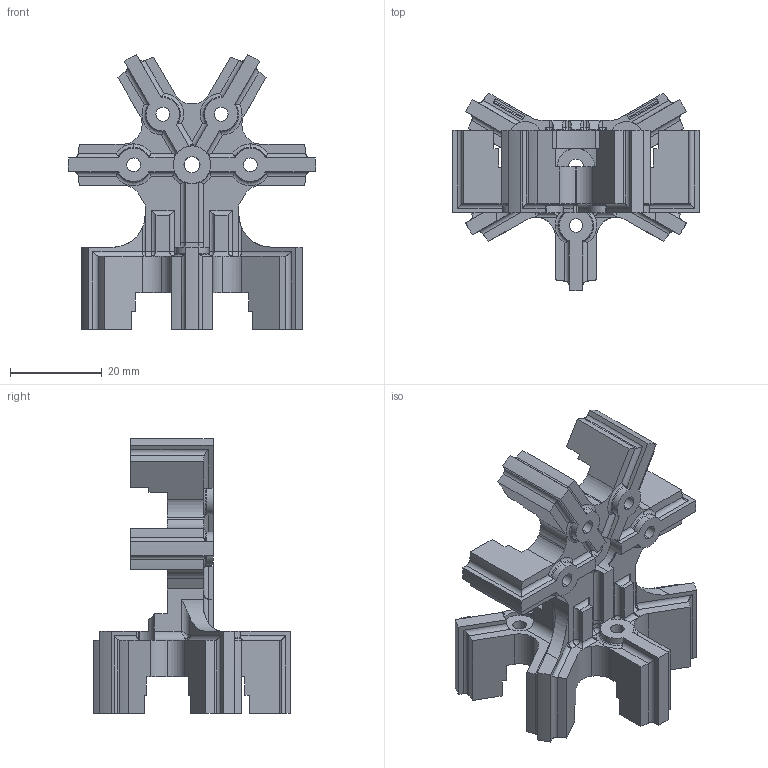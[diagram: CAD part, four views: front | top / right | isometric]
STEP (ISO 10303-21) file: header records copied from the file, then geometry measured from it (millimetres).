
FILE_DESCRIPTION (( 'STEP AP214' ), '1' );
FILE_NAME ('Hip articulation coupling V4.STEP', '2025-12-09T19:01:35', ( '' ), ( '' ), 'SwSTEP 2.0', 'SolidWorks 2025', '' );
FILE_SCHEMA (( 'AUTOMOTIVE_DESIGN' ));
Length unit declared in the file: millimetre
Products named in the file (1): Hip articulation coupling V4
Bounding box: 53.99 x 43.19 x 60.1 mm (x, y, z)
Volume: 23862.4 mm3; surface area: 11856.1 mm2
Topology: 1 solids, 1 shells, 435 faces, 1224 edges, 773 vertices
Faces by surface type: cylinder 216, plane 152, cone 21, torus 18, bspline 15, sphere 13
Entity records: 14607 total; most frequent: CARTESIAN_POINT 3707, ORIENTED_EDGE 2410, DIRECTION 2192, EDGE_CURVE 1205, AXIS2_PLACEMENT_3D 791, VERTEX_POINT 771, LINE 610, VECTOR 610
